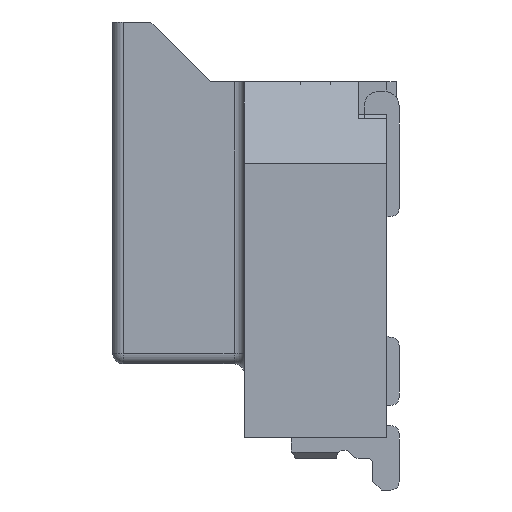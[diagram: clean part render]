
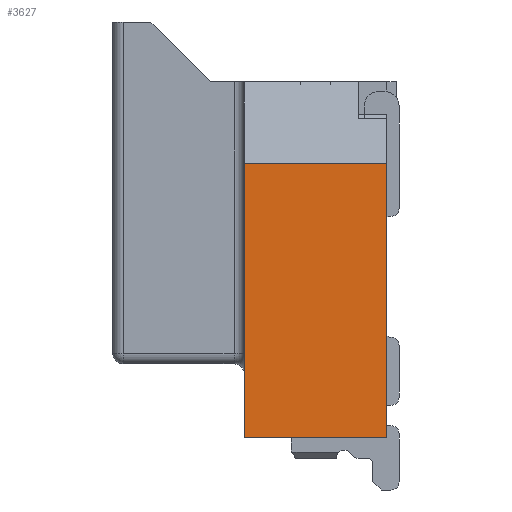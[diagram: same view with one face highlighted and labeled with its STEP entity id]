
A CAD part, left-side view. The second image highlights one B-rep face of the part: STEP entity #3627.
In plain terms, the highlighted planar face has unit normal (-1, 0, 0).
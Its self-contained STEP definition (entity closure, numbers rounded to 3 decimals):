
#3473=CARTESIAN_POINT('',(-11.87,1.74,-8.69));
#3474=VERTEX_POINT('',#3473);
#3475=CARTESIAN_POINT('',(-11.87,1.74,-2.));
#3476=VERTEX_POINT('',#3475);
#3477=CARTESIAN_POINT('',(-11.87,1.74,-8.69));
#3478=DIRECTION('',(0.,0.,1.));
#3479=VECTOR('',#3478,6.69);
#3480=LINE('',#3477,#3479);
#3481=EDGE_CURVE('',#3474,#3476,#3480,.T.);
#3597=CARTESIAN_POINT('',(-11.87,0.,-4.345));
#3598=DIRECTION('',(0.,-1.,0.));
#3599=DIRECTION('',(-1.,0.,0.));
#3600=AXIS2_PLACEMENT_3D('',#3597,#3599,#3598);
#3601=PLANE('',#3600);
#3602=CARTESIAN_POINT('',(-11.87,-1.74,-8.69));
#3603=VERTEX_POINT('',#3602);
#3604=CARTESIAN_POINT('',(-11.87,-1.74,-2.));
#3605=VERTEX_POINT('',#3604);
#3606=CARTESIAN_POINT('',(-11.87,-1.74,-8.69));
#3607=DIRECTION('',(0.,0.,1.));
#3608=VECTOR('',#3607,6.69);
#3609=LINE('',#3606,#3608);
#3610=EDGE_CURVE('',#3603,#3605,#3609,.T.);
#3611=ORIENTED_EDGE('',*,*,#3610,.T.);
#3612=CARTESIAN_POINT('',(-11.87,-1.74,-2.));
#3613=DIRECTION('',(0.,1.,0.));
#3614=VECTOR('',#3613,3.48);
#3615=LINE('',#3612,#3614);
#3616=EDGE_CURVE('',#3605,#3476,#3615,.T.);
#3617=ORIENTED_EDGE('',*,*,#3616,.T.);
#3618=ORIENTED_EDGE('',*,*,#3481,.F.);
#3619=CARTESIAN_POINT('',(-11.87,1.74,-8.69));
#3620=DIRECTION('',(0.,-1.,0.));
#3621=VECTOR('',#3620,3.48);
#3622=LINE('',#3619,#3621);
#3623=EDGE_CURVE('',#3474,#3603,#3622,.T.);
#3624=ORIENTED_EDGE('',*,*,#3623,.T.);
#3625=EDGE_LOOP('',(#3611,#3617,#3618,#3624));
#3626=FACE_OUTER_BOUND('',#3625,.T.);
#3627=ADVANCED_FACE('',(#3626),#3601,.T.);
